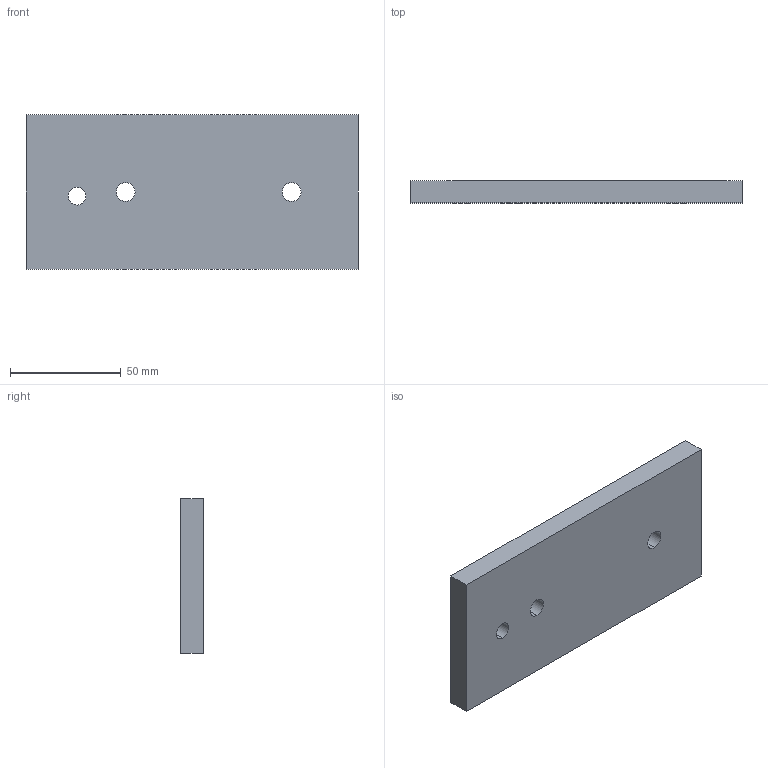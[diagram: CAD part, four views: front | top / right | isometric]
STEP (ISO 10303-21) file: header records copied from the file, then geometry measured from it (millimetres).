
FILE_DESCRIPTION (( 'STEP AP214' ), '1' );
FILE_NAME ('ARL-CLIP1-02-B-MOULE HAUT.STEP', '2023-02-15T16:49:12', ( 'T' ), ( 'F' ), 'SwSTEP 2.0', 'SolidWorks 2001340', '' );
FILE_SCHEMA (( 'AUTOMOTIVE_DESIGN' ));
Length unit declared in the file: millimetre
Products named in the file (1): ARL-CLIP1-02-B-MOULE HAUT
Bounding box: 150 x 10 x 70 mm (x, y, z)
Volume: 91762.1 mm3; surface area: 29462.6 mm2
Topology: 1 solids, 1 shells, 146 faces, 364 edges, 223 vertices
Faces by surface type: cylinder 73, torus 53, plane 20
Entity records: 4531 total; most frequent: DIRECTION 904, CARTESIAN_POINT 743, ORIENTED_EDGE 728, AXIS2_PLACEMENT_3D 394, EDGE_CURVE 364, CIRCLE 247, VERTEX_POINT 223, EDGE_LOOP 155
